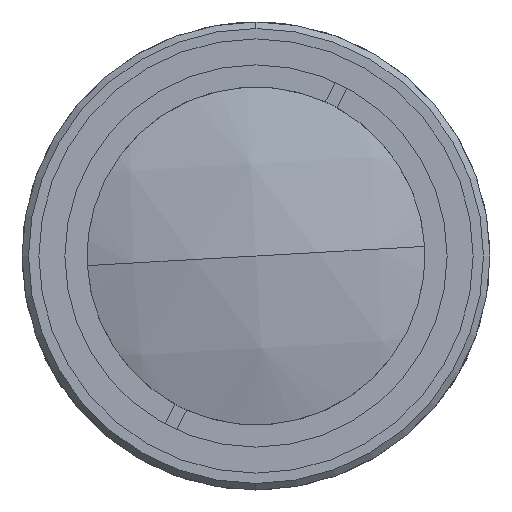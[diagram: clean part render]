
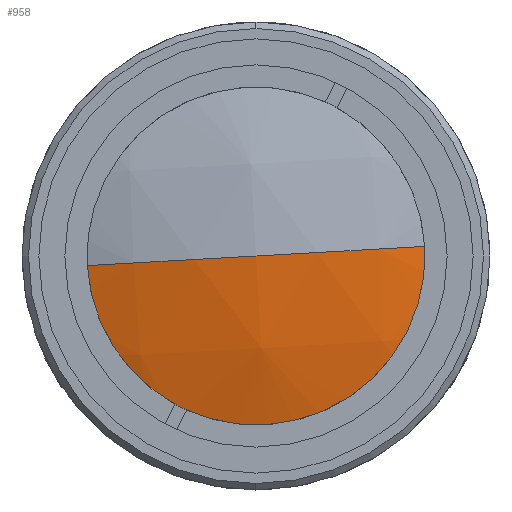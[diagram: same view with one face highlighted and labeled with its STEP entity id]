
A CAD part, left-side view. The second image highlights one B-rep face of the part: STEP entity #958.
In plain terms, the highlighted spherical face has radius 43.203 mm.
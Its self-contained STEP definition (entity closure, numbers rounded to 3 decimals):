
#87 = ORIENTED_EDGE ( 'NONE', *, *, #3866, .T. ) ;
#122 = CARTESIAN_POINT ( 'NONE',  ( 11.331, -13.977, 0.794 ) ) ;
#123 = ORIENTED_EDGE ( 'NONE', *, *, #3236, .T. ) ;
#158 = DIRECTION ( 'NONE',  ( 0., 0.057, 0.998 ) ) ;
#191 = AXIS2_PLACEMENT_3D ( 'NONE', #1950, #3358, #2917 ) ;
#554 = VERTEX_POINT ( 'NONE', #1479 ) ;
#622 = ORIENTED_EDGE ( 'NONE', *, *, #1353, .F. ) ;
#717 = AXIS2_PLACEMENT_3D ( 'NONE', #1235, #2612, #3308 ) ;
#958 = ADVANCED_FACE ( 'NONE', ( #3004 ), #3680, .T. ) ;
#1235 = CARTESIAN_POINT ( 'NONE',  ( 52.203, 0., 0. ) ) ;
#1256 = DIRECTION ( 'NONE',  ( 0., -0.998, 0.057 ) ) ;
#1326 = DIRECTION ( 'NONE',  ( 0., -0.057, -0.998 ) ) ;
#1353 = EDGE_CURVE ( 'NONE', #554, #1975, #3461, .T. ) ;
#1479 = CARTESIAN_POINT ( 'NONE',  ( 11.331, 13.977, -0.794 ) ) ;
#1484 = AXIS2_PLACEMENT_3D ( 'NONE', #2262, #158, #1256 ) ;
#1950 = CARTESIAN_POINT ( 'NONE',  ( 11.331, 0., 0. ) ) ;
#1961 = AXIS2_PLACEMENT_3D ( 'NONE', #3816, #1326, #2705 ) ;
#1975 = VERTEX_POINT ( 'NONE', #2880 ) ;
#2027 = CIRCLE ( 'NONE', #1961, 43.203 ) ;
#2045 = EDGE_LOOP ( 'NONE', ( #123, #87, #622 ) ) ;
#2192 = CIRCLE ( 'NONE', #191, 14. ) ;
#2262 = CARTESIAN_POINT ( 'NONE',  ( 52.203, 0., 0. ) ) ;
#2612 = DIRECTION ( 'NONE',  ( 0., -0.057, -0.998 ) ) ;
#2705 = DIRECTION ( 'NONE',  ( 0., 0.998, -0.057 ) ) ;
#2880 = CARTESIAN_POINT ( 'NONE',  ( 9., 0., 0. ) ) ;
#2917 = DIRECTION ( 'NONE',  ( 0., 0.057, 0.998 ) ) ;
#3004 = FACE_OUTER_BOUND ( 'NONE', #2045, .T. ) ;
#3195 = VERTEX_POINT ( 'NONE', #122 ) ;
#3236 = EDGE_CURVE ( 'NONE', #554, #3195, #2192, .T. ) ;
#3308 = DIRECTION ( 'NONE',  ( 0., 0.998, -0.057 ) ) ;
#3358 = DIRECTION ( 'NONE',  ( -1., 0., 0. ) ) ;
#3461 = CIRCLE ( 'NONE', #1484, 43.203 ) ;
#3680 = SPHERICAL_SURFACE ( 'NONE', #717, 43.203 ) ;
#3816 = CARTESIAN_POINT ( 'NONE',  ( 52.203, 0., 0. ) ) ;
#3866 = EDGE_CURVE ( 'NONE', #3195, #1975, #2027, .T. ) ;
